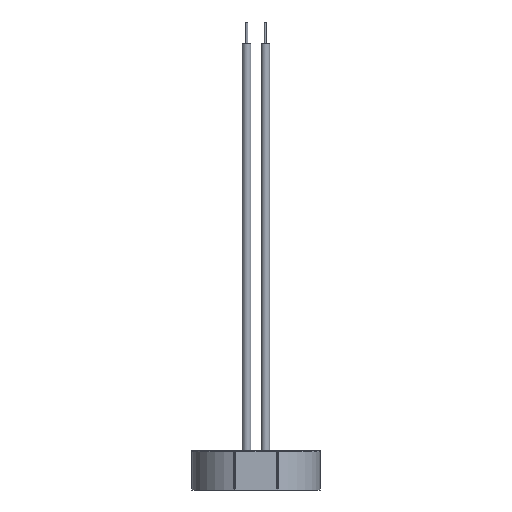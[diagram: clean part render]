
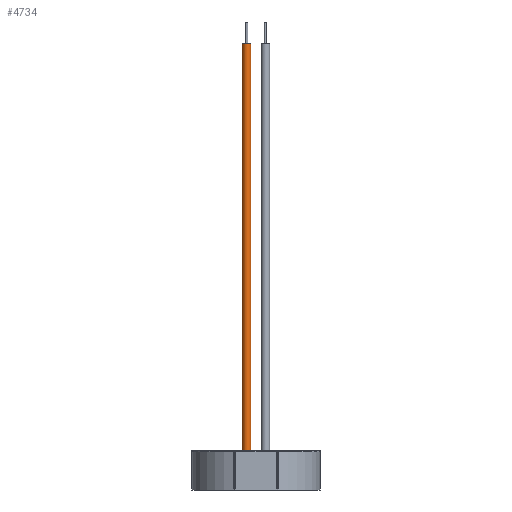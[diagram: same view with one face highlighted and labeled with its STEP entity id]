
A CAD part, front view. The second image highlights one B-rep face of the part: STEP entity #4734.
In plain terms, the highlighted cylindrical face has radius 0.991 mm (diameter 1.981 mm), a partial arc.
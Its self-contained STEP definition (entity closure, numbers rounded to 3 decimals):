
#948 = CARTESIAN_POINT ( 'NONE',  ( -2.184, -17.927, 95. ) ) ;
#2263 = EDGE_CURVE ( 'NONE', #2813, #30866, #21084, .T. ) ;
#2470 = VERTEX_POINT ( 'NONE', #11276 ) ;
#2813 = VERTEX_POINT ( 'NONE', #24289 ) ;
#3603 = CARTESIAN_POINT ( 'NONE',  ( -3.175, -17.927, 0. ) ) ;
#3707 = EDGE_LOOP ( 'NONE', ( #19451, #26440, #29338, #31923 ) ) ;
#4734 = ADVANCED_FACE ( 'NONE', ( #30203 ), #19911, .T. ) ;
#5206 = CIRCLE ( 'NONE', #10737, 0.991 ) ;
#5902 = DIRECTION ( 'NONE',  ( 1., 0., 0. ) ) ;
#6807 = VECTOR ( 'NONE', #21194, 1000. ) ;
#6876 = DIRECTION ( 'NONE',  ( 1., 0., 0. ) ) ;
#7957 = LINE ( 'NONE', #29549, #6807 ) ;
#8632 = EDGE_CURVE ( 'NONE', #30866, #27877, #5206, .T. ) ;
#10737 = AXIS2_PLACEMENT_3D ( 'NONE', #30732, #24806, #6876 ) ;
#10894 = VECTOR ( 'NONE', #15697, 1000. ) ;
#11276 = CARTESIAN_POINT ( 'NONE',  ( -1.194, -17.927, 95. ) ) ;
#11685 = CARTESIAN_POINT ( 'NONE',  ( -1.194, -17.927, 0. ) ) ;
#15697 = DIRECTION ( 'NONE',  ( 0., 0., -1. ) ) ;
#15886 = CARTESIAN_POINT ( 'NONE',  ( -2.184, -17.927, 95. ) ) ;
#17473 = DIRECTION ( 'NONE',  ( -1., 0., 0. ) ) ;
#17792 = CIRCLE ( 'NONE', #22783, 0.991 ) ;
#19451 = ORIENTED_EDGE ( 'NONE', *, *, #22805, .F. ) ;
#19911 = CYLINDRICAL_SURFACE ( 'NONE', #29313, 0.991 ) ;
#21084 = LINE ( 'NONE', #26476, #10894 ) ;
#21194 = DIRECTION ( 'NONE',  ( 0., 0., -1. ) ) ;
#22783 = AXIS2_PLACEMENT_3D ( 'NONE', #15886, #23539, #5902 ) ;
#22805 = EDGE_CURVE ( 'NONE', #2470, #27877, #7957, .T. ) ;
#23539 = DIRECTION ( 'NONE',  ( 0., 0., 1. ) ) ;
#24289 = CARTESIAN_POINT ( 'NONE',  ( -3.175, -17.927, 95. ) ) ;
#24806 = DIRECTION ( 'NONE',  ( 0., 0., 1. ) ) ;
#26440 = ORIENTED_EDGE ( 'NONE', *, *, #31205, .F. ) ;
#26476 = CARTESIAN_POINT ( 'NONE',  ( -3.175, -17.927, 95. ) ) ;
#27592 = DIRECTION ( 'NONE',  ( 0., 0., -1. ) ) ;
#27877 = VERTEX_POINT ( 'NONE', #11685 ) ;
#29313 = AXIS2_PLACEMENT_3D ( 'NONE', #948, #27592, #17473 ) ;
#29338 = ORIENTED_EDGE ( 'NONE', *, *, #2263, .T. ) ;
#29549 = CARTESIAN_POINT ( 'NONE',  ( -1.194, -17.927, 95. ) ) ;
#30203 = FACE_OUTER_BOUND ( 'NONE', #3707, .T. ) ;
#30732 = CARTESIAN_POINT ( 'NONE',  ( -2.184, -17.927, 0. ) ) ;
#30866 = VERTEX_POINT ( 'NONE', #3603 ) ;
#31205 = EDGE_CURVE ( 'NONE', #2813, #2470, #17792, .T. ) ;
#31923 = ORIENTED_EDGE ( 'NONE', *, *, #8632, .T. ) ;
